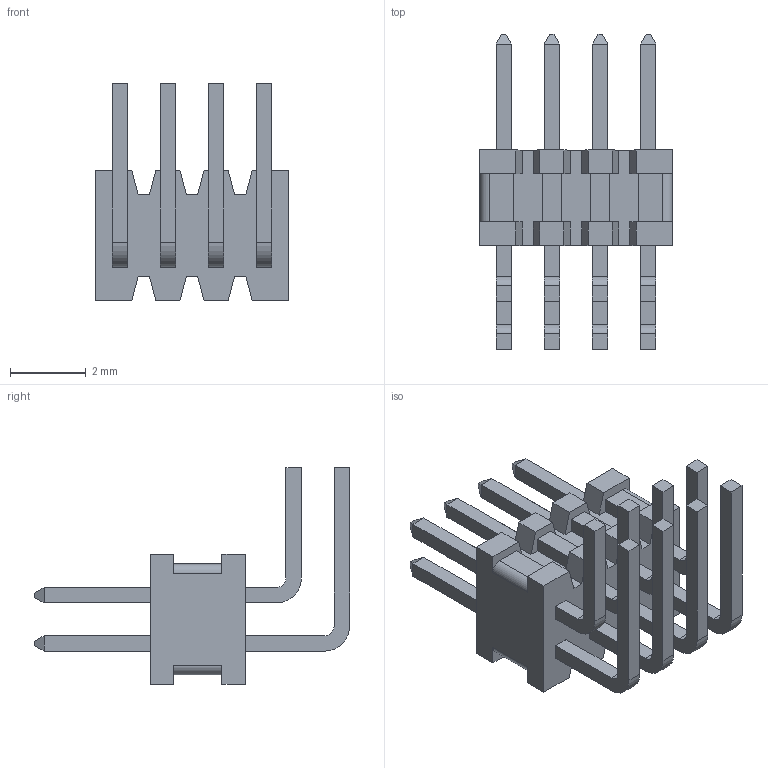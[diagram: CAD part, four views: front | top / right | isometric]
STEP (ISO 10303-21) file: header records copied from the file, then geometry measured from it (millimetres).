
FILE_DESCRIPTION (( 'STEP AP214' ), '1' );
FILE_NAME ('8.STEP', '2020-06-10T11:36:15', ( '' ), ( '' ), 'SwSTEP 2.0', 'SolidWorks 2018', '' );
FILE_SCHEMA (( 'AUTOMOTIVE_DESIGN' ));
Length unit declared in the file: inch
Products named in the file (1): 8
Bounding box: 5.08 x 8.31 x 5.71 mm (x, y, z)
Volume: 47.4 mm3; surface area: 270.4 mm2
Topology: 17 solids, 17 shells, 282 faces, 712 edges, 464 vertices
Faces by surface type: plane 262, cylinder 20
Entity records: 9308 total; most frequent: CARTESIAN_POINT 1459, ORIENTED_EDGE 1424, DIRECTION 1318, EDGE_CURVE 712, VECTOR 672, LINE 672, VERTEX_POINT 464, AXIS2_PLACEMENT_3D 323
